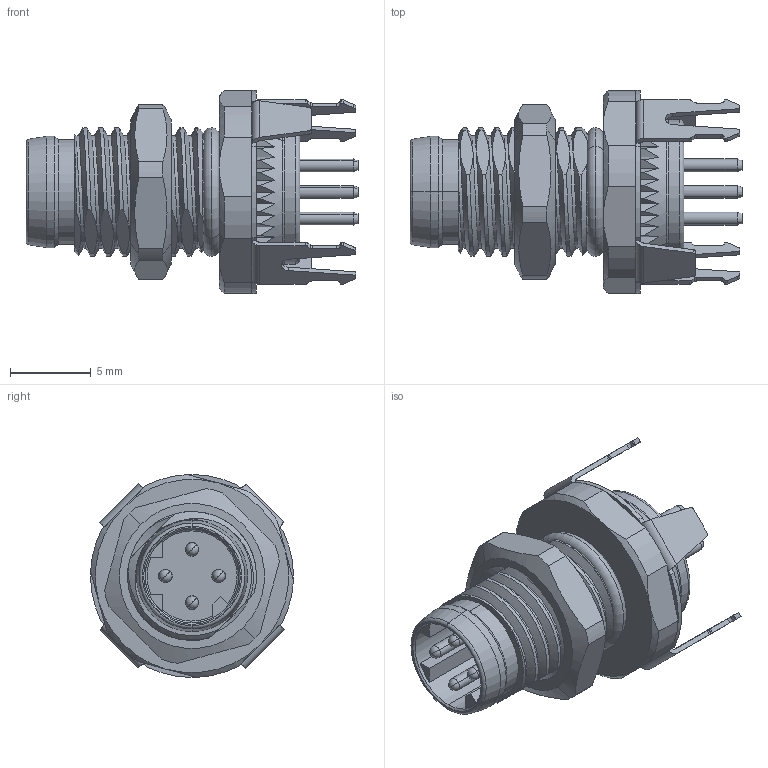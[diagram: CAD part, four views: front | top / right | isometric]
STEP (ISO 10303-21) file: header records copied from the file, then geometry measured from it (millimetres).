
FILE_DESCRIPTION((''),'2;1');
FILE_NAME('HOUSING-D-CODED-4P-1K1D_4','2025-09-23T',('gongcheng16'),(''),'PRO/ENGINEER BY PARAMETRIC TECHNOLOGY CORPORATION, 2010280','PRO/ENGINEER BY PARAMETRIC TECHNOLOGY CORPORATION, 2010280','');
FILE_SCHEMA(('CONFIG_CONTROL_DESIGN'));
Length unit declared in the file: millimetre
Products named in the file (1): HOUSING-D-CODED-4P-1K1D_4
Bounding box: 20.6 x 12.6 x 12.6 mm (x, y, z)
Volume: 325 mm3; surface area: 2513.1 mm2
Topology: 1 solids, 10 shells, 669 faces, 1708 edges, 1084 vertices
Faces by surface type: plane 307, cylinder 215, cone 70, bspline 43, torus 26, sphere 8
Entity records: 28113 total; most frequent: CARTESIAN_POINT 12135, ORIENTED_EDGE 3400, DIRECTION 3230, EDGE_CURVE 1700, AXIS2_PLACEMENT_3D 1200, VERTEX_POINT 1084, VECTOR 830, LINE 830
